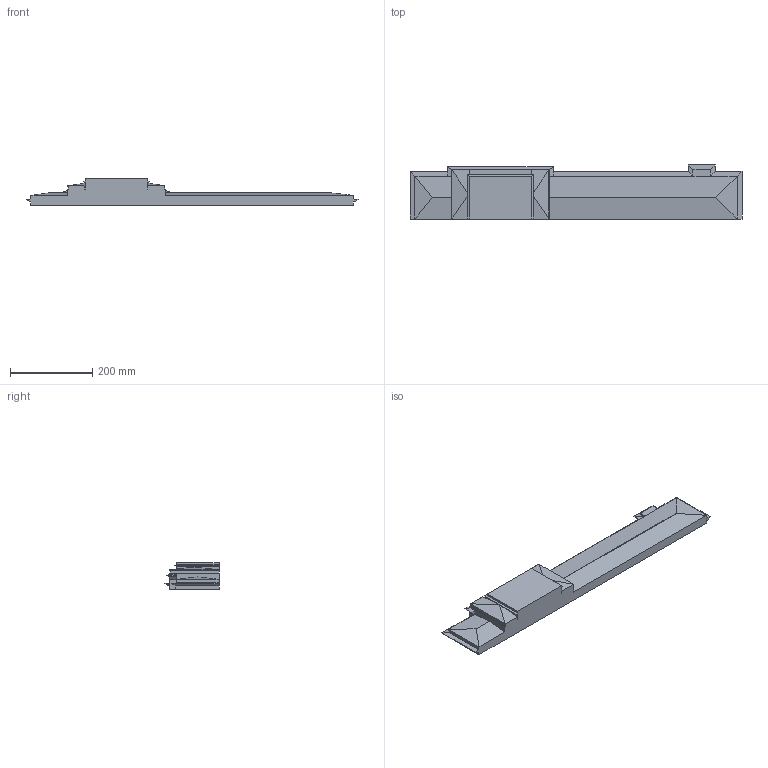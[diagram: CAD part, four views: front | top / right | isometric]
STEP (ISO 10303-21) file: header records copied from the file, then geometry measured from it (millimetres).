
FILE_DESCRIPTION(('STEP AP203'), '1');
FILE_NAME('Êîëëåäæ 2 ðàçðåçàííûé', '2025-12-01T14:40:38', ('Polina'), (''), 'C3D Converter', 'C3D Toolkit', '');
FILE_SCHEMA(('CONFIG_CONTROL_DESIGN'));
Length unit declared in the file: millimetre
Bounding box: 805.6 x 131.3 x 63.5 mm (x, y, z)
Volume: 2911680.5 mm3; surface area: 293439.5 mm2
Topology: 1 solids, 2 shells, 170 faces, 443 edges, 275 vertices
Faces by surface type: plane 169, cylinder 1
Entity records: 5067 total; most frequent: CARTESIAN_POINT 889, ORIENTED_EDGE 886, DIRECTION 787, EDGE_CURVE 443, LINE 441, VECTOR 441, VERTEX_POINT 275, AXIS2_PLACEMENT_3D 173
